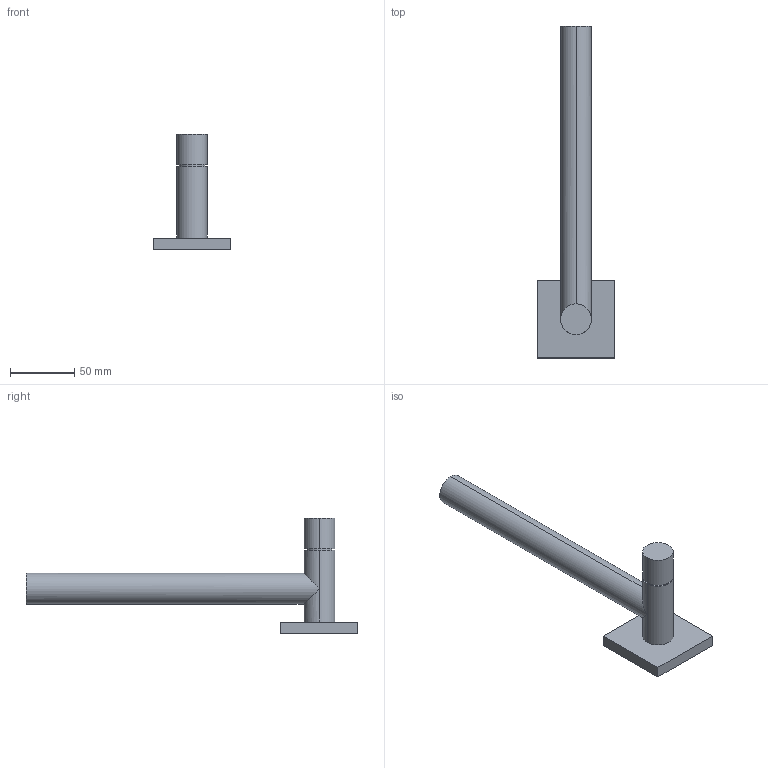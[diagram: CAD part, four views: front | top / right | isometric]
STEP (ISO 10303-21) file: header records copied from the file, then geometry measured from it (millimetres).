
FILE_DESCRIPTION (( 'STEP AP203' ), '1' );
FILE_NAME ('22901782-00.STEP', '2018-07-03T14:22:19', ( '' ), ( '' ), 'SwSTEP 2.0', 'SolidWorks 2017', '' );
FILE_SCHEMA (( 'CONFIG_CONTROL_DESIGN' ));
Length unit declared in the file: millimetre
Products named in the file (3): Planungsmodell_Rosette-+-08.17.73.505-01_-_K9_60x60; Planungsmodell_Eckventil-+-22.901.782-01; 22901782-00
Assembly tree (2 placements, depth 2):
  22901782-00
    Planungsmodell_Rosette-+-08.17.73.505-01_-_K9_60x60
    Planungsmodell_Eckventil-+-22.901.782-01
Bounding box: 60 x 258.5 x 89.7 mm (x, y, z)
Volume: 167546.4 mm3; surface area: 33143.4 mm2
Topology: 2 solids, 2 shells, 20 faces, 40 edges, 26 vertices
Faces by surface type: plane 11, cylinder 9
Entity records: 827 total; most frequent: CARTESIAN_POINT 103, DIRECTION 100, ORIENTED_EDGE 80, EDGE_CURVE 40, AXIS2_PLACEMENT_3D 39, VERTEX_POINT 26, PERSON_AND_ORGANIZATION 26, EDGE_LOOP 22
